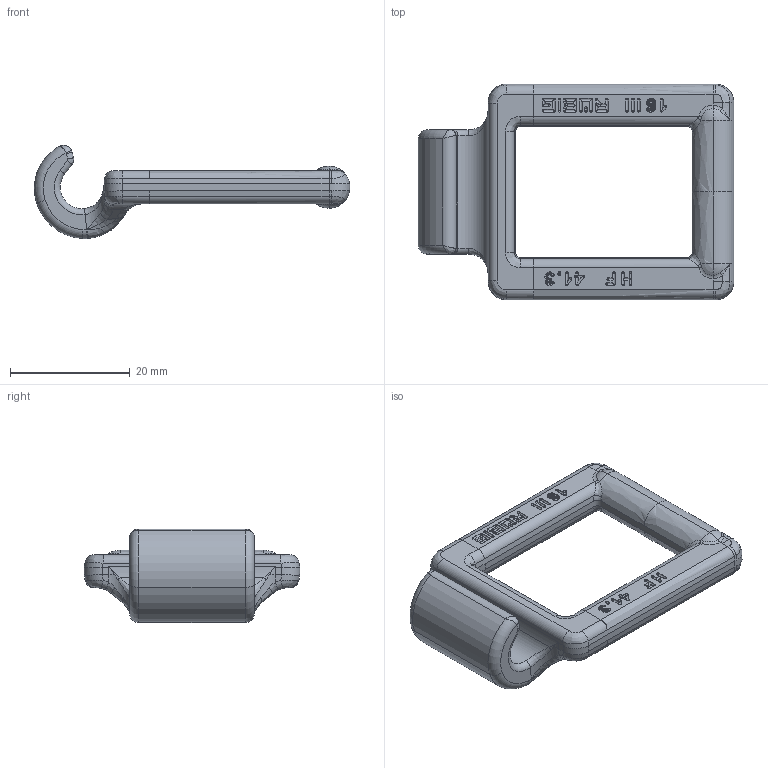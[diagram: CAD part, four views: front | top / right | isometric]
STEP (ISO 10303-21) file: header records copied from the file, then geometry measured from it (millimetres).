
FILE_DESCRIPTION(/* description */ (''),/* implementation_level */ '2;1');
FILE_NAME(/* name */ 'Kettenglied_T41-3.stp',/* time_stamp */ '2016-05-25T07:32:22+02:00',/* author */ (''),/* organization */ (''),/* preprocessor_version */ 'ST-DEVELOPER v15',/* originating_system */ 'SIEMENS PLM Software NX 8.5',/* authorisation */ '');
FILE_SCHEMA (('AUTOMOTIVE_DESIGN { 1 0 10303 214 3 1 1 1 }'));
Length unit declared in the file: millimetre
Products named in the file (1): haid1638ABC5m5cr
Bounding box: 52.67 x 36 x 15.59 mm (x, y, z)
Volume: 6525.4 mm3; surface area: 3816.9 mm2
Topology: 1 solids, 1 shells, 881 faces, 2172 edges, 1233 vertices
Faces by surface type: plane 306, cylinder 302, bspline 178, sphere 71, torus 21, extrusion 3
Entity records: 28574 total; most frequent: CARTESIAN_POINT 9543, ORIENTED_EDGE 4098, DIRECTION 3748, EDGE_CURVE 2049, AXIS2_PLACEMENT_3D 1328, VERTEX_POINT 1193, VECTOR 1092, LINE 1089
